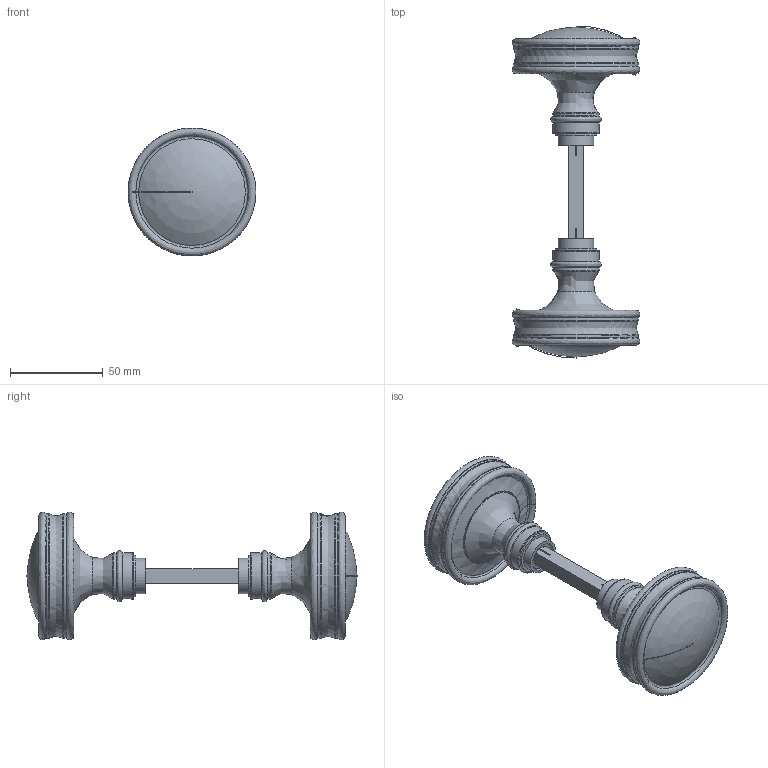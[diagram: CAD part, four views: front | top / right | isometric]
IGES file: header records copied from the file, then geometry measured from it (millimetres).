
Global section: file name: P8060-C; native system: Autodesk Inventor 2018; preprocessor: unknown; author: aprice; date: 20180430.101937; units: millimetre
Bounding box: 68.95 x 179.29 x 68.97 mm (x, y, z)
Volume: 170325.5 mm3; surface area: 46293.3 mm2
Topology: 13 solids, 13 shells, 252 faces, 734 edges, 528 vertices
Faces by surface type: bspline 240, revolution 12
